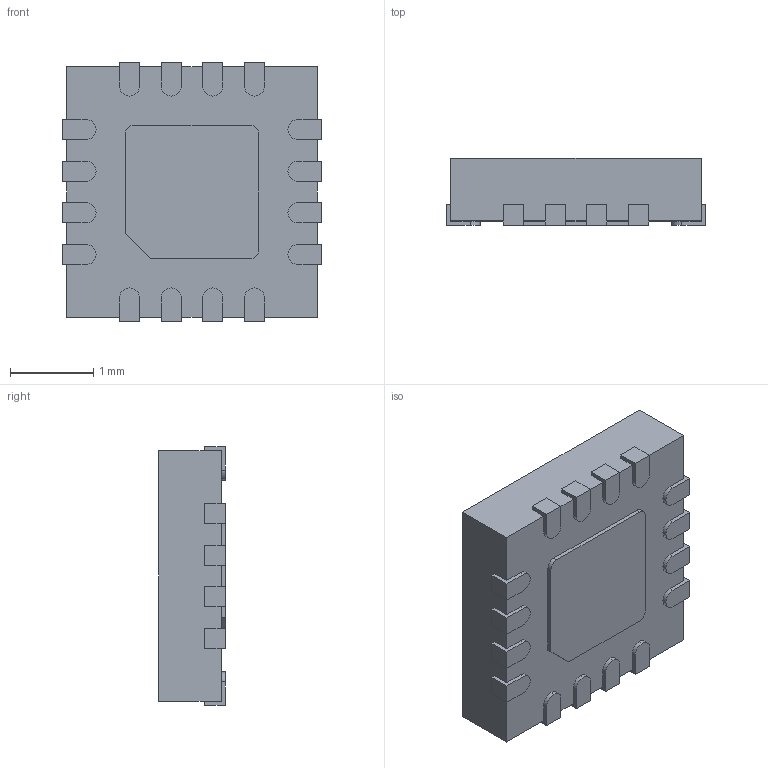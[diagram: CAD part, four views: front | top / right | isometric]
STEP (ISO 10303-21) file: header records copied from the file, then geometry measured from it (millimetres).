
FILE_DESCRIPTION (( 'STEP AP214' ), '1' );
FILE_NAME ( 'QFN17P50_300X300X80L40X24T160.STEP', '2018-12-09T21:03:56', ( '' ), ( '' ), 'Part was generated with the free Library Expert Lite available at www.PCBLibraries.com. Removing line will violate the End User License Agreement.', '©2017 PCB Libraries, Inc.', '' );
FILE_SCHEMA (( 'AUTOMOTIVE_DESIGN' ));
Length unit declared in the file: millimetre
Products named in the file (1): QFN17P50_300X300X80L40X24T160
Bounding box: 3.1 x 0.8 x 3.1 mm (x, y, z)
Volume: 7 mm3; surface area: 40.5 mm2
Topology: 18 solids, 18 shells, 172 faces, 402 edges, 268 vertices
Faces by surface type: plane 132, cylinder 38, torus 2
Entity records: 5559 total; most frequent: CARTESIAN_POINT 843, DIRECTION 830, ORIENTED_EDGE 804, EDGE_CURVE 402, VECTOR 320, LINE 320, VERTEX_POINT 268, AXIS2_PLACEMENT_3D 255
